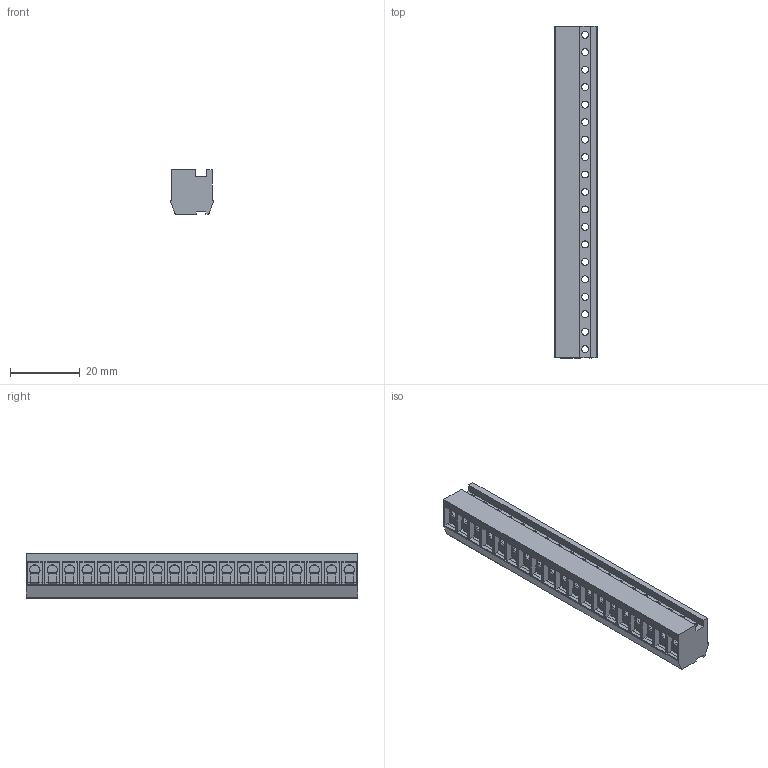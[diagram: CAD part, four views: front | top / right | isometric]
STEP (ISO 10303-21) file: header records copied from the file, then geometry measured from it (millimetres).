
FILE_DESCRIPTION((''),'2;1');
FILE_NAME('TL223T-XXP-XS','2024-12-09T09:32:55',('sheji'),(''),'CREO PARAMETRIC BY PTC INC, 2018100','CREO PARAMETRIC BY PTC INC, 2018100','');
FILE_SCHEMA(('CONFIG_CONTROL_DESIGN'));
Length unit declared in the file: millimetre
Products named in the file (1): TL223T-XXP-XS
Bounding box: 12.4 x 95 x 12.8 mm (x, y, z)
Volume: 11244.7 mm3; surface area: 8494.2 mm2
Topology: 1 solids, 1 shells, 668 faces, 2074 edges, 1370 vertices
Faces by surface type: plane 476, cylinder 192
Entity records: 23336 total; most frequent: CARTESIAN_POINT 4226, ORIENTED_EDGE 4148, DIRECTION 3870, EDGE_CURVE 2074, VECTOR 1538, LINE 1538, VERTEX_POINT 1370, AXIS2_PLACEMENT_3D 1166
